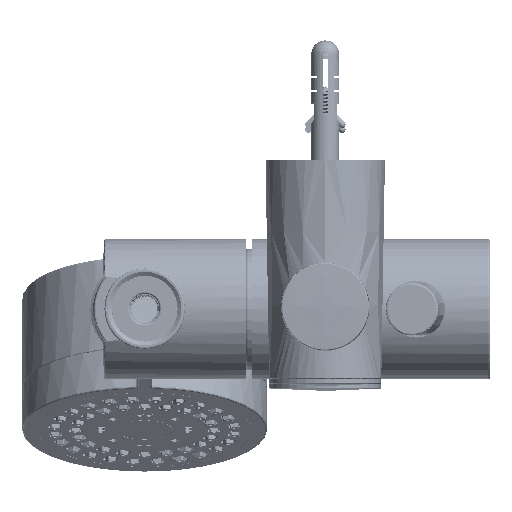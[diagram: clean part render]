
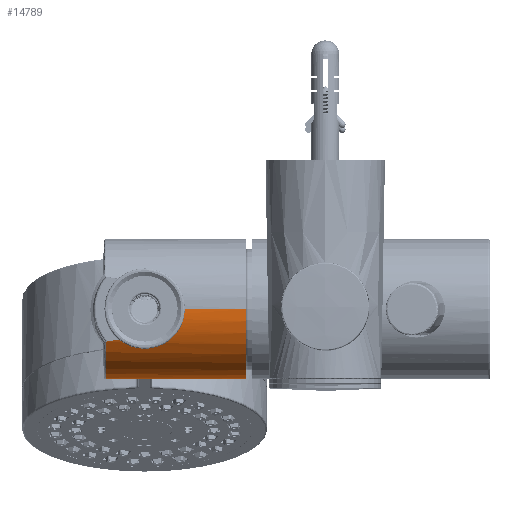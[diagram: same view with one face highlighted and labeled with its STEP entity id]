
A CAD part, top view. The second image highlights one B-rep face of the part: STEP entity #14789.
In plain terms, the highlighted cylindrical face has radius 20 mm (diameter 40 mm), a partial arc.
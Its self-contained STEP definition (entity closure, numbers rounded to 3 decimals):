
#12547=CARTESIAN_POINT('',(0.,-20.,
19.246));
#12548=CARTESIAN_POINT('',(-0.509,-20.,
19.246));
#12549=CARTESIAN_POINT('',(-1.51,-19.961,
19.325));
#12550=CARTESIAN_POINT('',(-2.956,-19.797,
19.662));
#12551=CARTESIAN_POINT('',(-4.321,-19.543,
20.204));
#12552=CARTESIAN_POINT('',(-5.594,-19.216,
20.944));
#12553=CARTESIAN_POINT('',(-6.76,-18.835,
21.883));
#12554=CARTESIAN_POINT('',(-7.78,-18.434,
23.004));
#12555=CARTESIAN_POINT('',(-8.625,-18.051,
24.291));
#12556=CARTESIAN_POINT('',(-9.245,-17.738,
25.678));
#12557=CARTESIAN_POINT('',(-9.628,-17.531,
27.09));
#12558=CARTESIAN_POINT('',(-9.791,-17.439,
28.501));
#12559=CARTESIAN_POINT('',(-9.746,-17.465,
29.911));
#12560=CARTESIAN_POINT('',(-9.491,-17.606,
31.321));
#12561=CARTESIAN_POINT('',(-9.003,-17.863,
32.734));
#12562=CARTESIAN_POINT('',(-8.529,-18.093,
33.625));
#12563=CARTESIAN_POINT('',(-8.25,-18.219,
34.061));
#12565=DIRECTION('',(0.,0.,1.));
#12566=VECTOR('',#12565,19.246);
#12567=CARTESIAN_POINT('',(0.,-20.,0.));
#12568=LINE('',#12567,#12566);
#12569=CARTESIAN_POINT('',(0.,0.,0.));
#12570=DIRECTION('',(0.,0.,1.));
#12571=DIRECTION('',(0.,1.,0.));
#12572=AXIS2_PLACEMENT_3D('',#12569,#12570,#12571);
#12574=DIRECTION('',(0.,0.,1.));
#12575=VECTOR('',#12574,16.543);
#12576=CARTESIAN_POINT('',(0.,20.,0.));
#12577=LINE('',#12576,#12575);
#12590=CARTESIAN_POINT('',(-10.86,16.795,
40.024));
#12592=CARTESIAN_POINT('',(-10.187,17.211,
36.397));
#12593=CARTESIAN_POINT('',(-10.3,17.144,
37.007));
#12594=CARTESIAN_POINT('',(-10.525,17.008,
38.221));
#12595=CARTESIAN_POINT('',(-10.749,16.867,
39.425));
#12596=CARTESIAN_POINT('',(-10.86,16.795,
40.024));
#12617=CARTESIAN_POINT('',(-8.25,-18.219,
34.061));
#12618=CARTESIAN_POINT('',(-8.362,-18.169,
34.694));
#12619=CARTESIAN_POINT('',(-8.583,-18.066,
35.952));
#12620=CARTESIAN_POINT('',(-8.912,-17.906,
37.815));
#12621=CARTESIAN_POINT('',(-9.128,-17.796,
39.04));
#12622=CARTESIAN_POINT('',(-9.235,-17.74,
39.648));
#12655=CARTESIAN_POINT('',(-9.235,-17.74,
39.648));
#12677=CARTESIAN_POINT('',(-9.235,-17.74,
39.648));
#12678=CARTESIAN_POINT('',(-9.243,-17.736,
39.692));
#12679=CARTESIAN_POINT('',(-9.264,-17.725,
39.778));
#12680=CARTESIAN_POINT('',(-9.313,-17.699,
39.904));
#12681=CARTESIAN_POINT('',(-9.357,-17.676,
39.985));
#12682=CARTESIAN_POINT('',(-9.383,-17.663,
40.024));
#12706=CARTESIAN_POINT('',(0.,0.,40.024));
#12707=DIRECTION('',(0.,0.,1.));
#12708=DIRECTION('',(-0.543,0.84,0.));
#12709=AXIS2_PLACEMENT_3D('',#12706,#12707,#12708);
#12711=CARTESIAN_POINT('',(-10.187,17.211,
36.397));
#12712=CARTESIAN_POINT('',(-10.599,16.968,
35.876));
#12713=CARTESIAN_POINT('',(-11.299,16.514,
34.818));
#12714=CARTESIAN_POINT('',(-12.048,15.97,
33.208));
#12715=CARTESIAN_POINT('',(-12.526,15.594,
31.632));
#12716=CARTESIAN_POINT('',(-12.778,15.386,
30.096));
#12717=CARTESIAN_POINT('',(-12.833,15.34,
28.584));
#12718=CARTESIAN_POINT('',(-12.698,15.453,
27.066));
#12719=CARTESIAN_POINT('',(-12.356,15.73,
25.514));
#12720=CARTESIAN_POINT('',(-11.77,16.178,
23.921));
#12721=CARTESIAN_POINT('',(-10.897,16.786,
22.307));
#12722=CARTESIAN_POINT('',(-9.683,17.522,
20.725));
#12723=CARTESIAN_POINT('',(-8.256,18.242,
19.384));
#12724=CARTESIAN_POINT('',(-6.671,18.881,
18.293));
#12725=CARTESIAN_POINT('',(-4.986,19.396,
17.468));
#12726=CARTESIAN_POINT('',(-3.241,19.762,16.902));
#12727=CARTESIAN_POINT('',(-1.533,19.964,
16.597));
#12728=CARTESIAN_POINT('',(-0.497,20.,
16.543));
#12729=CARTESIAN_POINT('',(0.,20.,
16.543));
#12783=CARTESIAN_POINT('',(0.,20.,0.));
#12784=CARTESIAN_POINT('',(0.,-20.,0.));
#12785=VERTEX_POINT('',#12783);
#12786=VERTEX_POINT('',#12784);
#12787=CARTESIAN_POINT('',(0.,-20.,
19.246));
#12788=VERTEX_POINT('',#12787);
#12790=VERTEX_POINT('',#12563);
#13096=VERTEX_POINT('',#12590);
#13097=VERTEX_POINT('',#12592);
#13101=VERTEX_POINT('',#12655);
#13102=VERTEX_POINT('',#12682);
#13103=VERTEX_POINT('',#12729);
#14768=CARTESIAN_POINT('',(0.,0.,43.05));
#14769=DIRECTION('',(0.,0.,-1.));
#14770=DIRECTION('',(0.,-1.,0.));
#14771=AXIS2_PLACEMENT_3D('',#14768,#14769,#14770);
#14772=CYLINDRICAL_SURFACE('',#14771,20.);
#14774=ORIENTED_EDGE('',*,*,#14773,.T.);
#14776=ORIENTED_EDGE('',*,*,#14775,.T.);
#14778=ORIENTED_EDGE('',*,*,#14777,.F.);
#14780=ORIENTED_EDGE('',*,*,#14779,.F.);
#14781=ORIENTED_EDGE('',*,*,#13430,.F.);
#14782=ORIENTED_EDGE('',*,*,#13126,.F.);
#14783=ORIENTED_EDGE('',*,*,#14758,.F.);
#14784=ORIENTED_EDGE('',*,*,#13122,.T.);
#14786=ORIENTED_EDGE('',*,*,#14785,.F.);
#14787=EDGE_LOOP('',(#14774,#14776,#14778,#14780,#14781,#14782,#14783,#14784,
#14786));
#14788=FACE_OUTER_BOUND('',#14787,.F.);
#12564=B_SPLINE_CURVE_WITH_KNOTS('',3,(#12547,#12548,#12549,#12550,#12551,
#12552,#12553,#12554,#12555,#12556,#12557,#12558,#12559,#12560,#12561,#12562,
#12563),.UNSPECIFIED.,.F.,.F.,(4,1,1,1,1,1,1,1,1,1,1,1,1,1,4),(0.,
0.071,0.143,0.214,0.286,
0.357,0.429,0.5,0.571,0.643,
0.714,0.786,0.857,0.929,1.),
.UNSPECIFIED.);
#12573=CIRCLE('',#12572,20.);
#12597=B_SPLINE_CURVE_WITH_KNOTS('',3,(#12592,#12593,#12594,#12595,#12596),
.UNSPECIFIED.,.F.,.F.,(4,1,4),(0.,0.5,1.),.UNSPECIFIED.);
#12623=B_SPLINE_CURVE_WITH_KNOTS('',3,(#12617,#12618,#12619,#12620,#12621,
#12622),.UNSPECIFIED.,.F.,.F.,(4,1,1,4),(0.,0.333,
0.667,1.),.UNSPECIFIED.);
#12683=B_SPLINE_CURVE_WITH_KNOTS('',3,(#12677,#12678,#12679,#12680,#12681,
#12682),.UNSPECIFIED.,.F.,.F.,(4,1,1,4),(0.,0.333,
0.667,1.),.UNSPECIFIED.);
#12710=CIRCLE('',#12709,20.);
#12730=B_SPLINE_CURVE_WITH_KNOTS('',3,(#12711,#12712,#12713,#12714,#12715,
#12716,#12717,#12718,#12719,#12720,#12721,#12722,#12723,#12724,#12725,#12726,
#12727,#12728,#12729),.UNSPECIFIED.,.F.,.F.,(4,1,1,1,1,1,1,1,1,1,1,1,1,1,1,1,4),
(0.,0.063,0.125,0.188,0.25,0.313,0.375,0.438,0.5,0.563,
0.625,0.688,0.75,0.813,0.875,0.938,1.),.UNSPECIFIED.);
#13122=EDGE_CURVE('',#12785,#13103,#12577,.T.);
#13126=EDGE_CURVE('',#12786,#12788,#12568,.T.);
#13430=EDGE_CURVE('',#12788,#12790,#12564,.T.);
#14758=EDGE_CURVE('',#12785,#12786,#12573,.T.);
#14773=EDGE_CURVE('',#13097,#13096,#12597,.T.);
#14775=EDGE_CURVE('',#13096,#13102,#12710,.T.);
#14777=EDGE_CURVE('',#13101,#13102,#12683,.T.);
#14779=EDGE_CURVE('',#12790,#13101,#12623,.T.);
#14785=EDGE_CURVE('',#13097,#13103,#12730,.T.);
#14789=ADVANCED_FACE('',(#14788),#14772,.T.);
